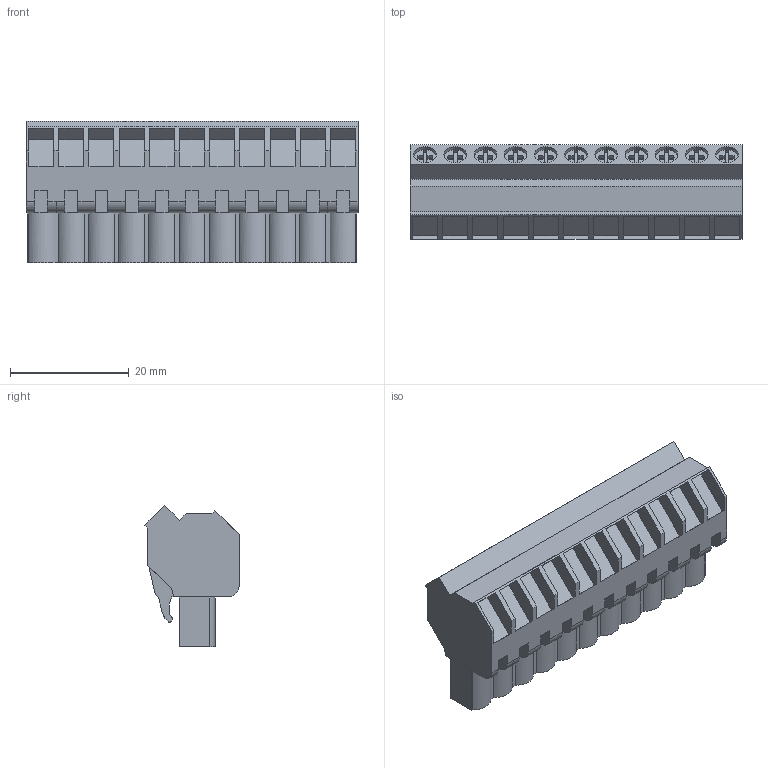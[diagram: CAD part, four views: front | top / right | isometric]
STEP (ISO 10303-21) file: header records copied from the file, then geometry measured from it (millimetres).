
FILE_DESCRIPTION(('CATIA V5 STEP Exchange','CAx-IF Rec.Pracs.--- Model Styling and Organization---1.2---2011-12-15'),'2;1');
FILE_NAME ('D1460063_0_1946340000_1946340000.stp','2017-09-23T15:20:43+00:00',('none'),('Weidmueller'),'CATIA Version 5-6 Release 2014','CATIA V5 STEP AP214','none');
FILE_SCHEMA(('AUTOMOTIVE_DESIGN { 1 0 10303 214 1 1 1 1 }'));
Length unit declared in the file: millimetre
Products named in the file (1): 1946340000
Bounding box: 55.88 x 15.88 x 23.77 mm (x, y, z)
Volume: 11994.1 mm3; surface area: 6605.6 mm2
Topology: 12 solids, 12 shells, 598 faces, 1725 edges, 1174 vertices
Faces by surface type: plane 477, cylinder 117, extrusion 4
Entity records: 18262 total; most frequent: CARTESIAN_POINT 3475, ORIENTED_EDGE 3450, DIRECTION 2398, EDGE_CURVE 1725, VECTOR 1445, LINE 1441, VERTEX_POINT 1174, EDGE_LOOP 621
